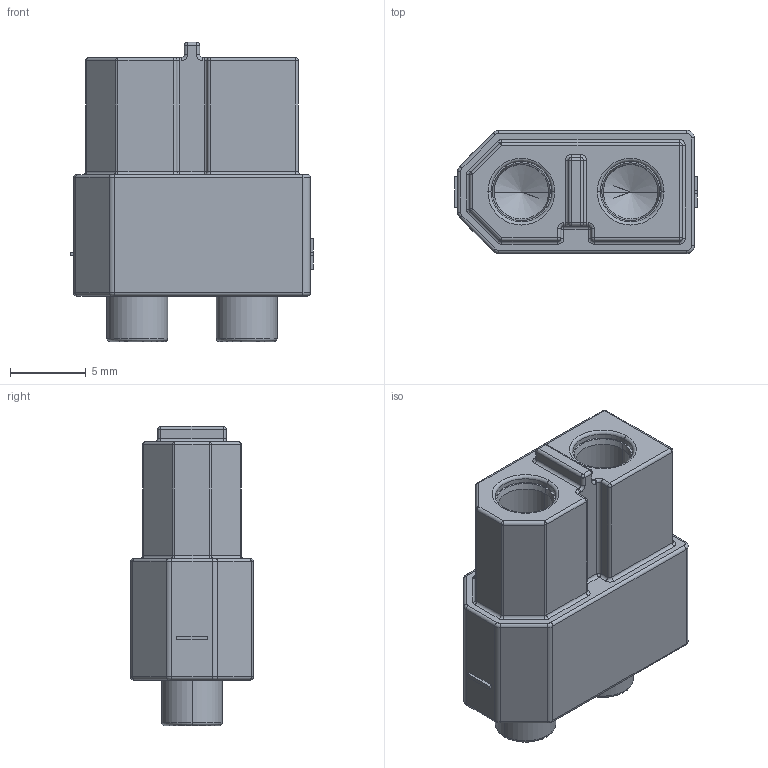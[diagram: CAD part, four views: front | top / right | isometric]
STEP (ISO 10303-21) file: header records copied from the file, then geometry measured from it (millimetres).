
FILE_DESCRIPTION (( 'STEP AP214' ), '1' );
FILE_NAME ('CONN-TH_XT60PB-F.STEP', '2024-11-22T02:11:58', ( '' ), ( '' ), 'SwSTEP 2.0', 'SolidWorks 2021', '' );
FILE_SCHEMA (( 'AUTOMOTIVE_DESIGN' ));
Length unit declared in the file: millimetre
Products named in the file (1): CONN-TH_XT60PB-F
Bounding box: 16 x 8.1 x 19.7 mm (x, y, z)
Volume: 1369.9 mm3; surface area: 1400.9 mm2
Topology: 1 solids, 1 shells, 407 faces, 1033 edges, 640 vertices
Faces by surface type: plane 173, bspline 98, cylinder 76, torus 34, sphere 14, cone 12
Entity records: 17024 total; most frequent: CARTESIAN_POINT 3367, ORIENTED_EDGE 2026, DIRECTION 1635, EDGE_CURVE 1013, VERTEX_POINT 640, LINE 611, VECTOR 611, AXIS2_PLACEMENT_3D 512
